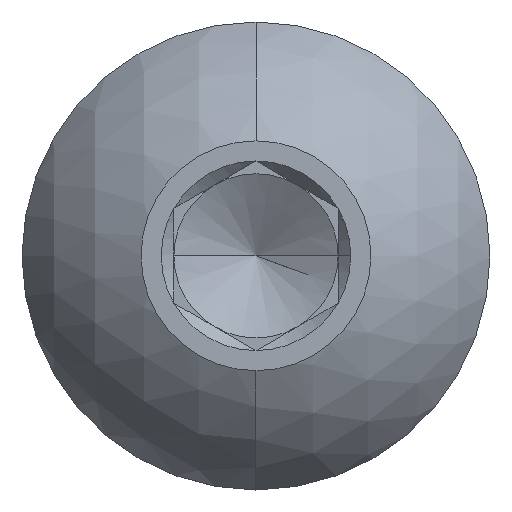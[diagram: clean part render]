
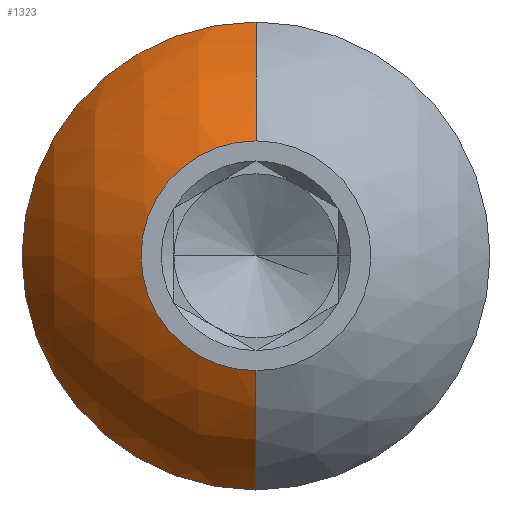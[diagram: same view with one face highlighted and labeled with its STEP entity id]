
A CAD part, top view. The second image highlights one B-rep face of the part: STEP entity #1323.
In plain terms, the highlighted spherical face has radius 3.201 mm.
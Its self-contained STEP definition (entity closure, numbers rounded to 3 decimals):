
#73 = CARTESIAN_POINT ( 'NONE',  ( 0., 0., 0.947 ) ) ;
#118 = VERTEX_POINT ( 'NONE', #2144 ) ;
#437 = VERTEX_POINT ( 'NONE', #1989 ) ;
#471 = DIRECTION ( 'NONE',  ( -1., 0., 0. ) ) ;
#496 = SPHERICAL_SURFACE ( 'NONE', #1257, 3.201 ) ;
#540 = DIRECTION ( 'NONE',  ( 0., 0., 1. ) ) ;
#563 = CIRCLE ( 'NONE', #3351, 3.201 ) ;
#612 = CIRCLE ( 'NONE', #2446, 2.85 ) ;
#645 = CARTESIAN_POINT ( 'NONE',  ( 0., 0., 2.404 ) ) ;
#808 = EDGE_LOOP ( 'NONE', ( #2507, #2251, #3000, #2806, #2916 ) ) ;
#827 = DIRECTION ( 'NONE',  ( 1., 0., 0. ) ) ;
#909 = DIRECTION ( 'NONE',  ( 0., -1., 0. ) ) ;
#912 = DIRECTION ( 'NONE',  ( 1., 0., 0. ) ) ;
#927 = CARTESIAN_POINT ( 'NONE',  ( 0., 0., 3.825 ) ) ;
#945 = DIRECTION ( 'NONE',  ( 0., 0., 1. ) ) ;
#1028 = EDGE_CURVE ( 'NONE', #2780, #118, #563, .T. ) ;
#1198 = DIRECTION ( 'NONE',  ( 0., 0., 1. ) ) ;
#1207 = EDGE_CURVE ( 'NONE', #3579, #437, #612, .T. ) ;
#1257 = AXIS2_PLACEMENT_3D ( 'NONE', #1652, #471, #1384 ) ;
#1323 = ADVANCED_FACE ( 'NONE', ( #1952 ), #496, .T. ) ;
#1359 = EDGE_CURVE ( 'NONE', #3579, #2719, #1634, .T. ) ;
#1384 = DIRECTION ( 'NONE',  ( 0., 1., 0. ) ) ;
#1634 = CIRCLE ( 'NONE', #1686, 3.201 ) ;
#1652 = CARTESIAN_POINT ( 'NONE',  ( 0., 0., 0.947 ) ) ;
#1686 = AXIS2_PLACEMENT_3D ( 'NONE', #2539, #827, #2523 ) ;
#1952 = FACE_OUTER_BOUND ( 'NONE', #808, .T. ) ;
#1989 = CARTESIAN_POINT ( 'NONE',  ( -2.85, 0., 2.404 ) ) ;
#2144 = CARTESIAN_POINT ( 'NONE',  ( 0., -1.4, 3.825 ) ) ;
#2251 = ORIENTED_EDGE ( 'NONE', *, *, #1028, .T. ) ;
#2270 = CARTESIAN_POINT ( 'NONE',  ( 0., 0., 2.404 ) ) ;
#2400 = EDGE_CURVE ( 'NONE', #2719, #118, #2941, .T. ) ;
#2436 = CARTESIAN_POINT ( 'NONE',  ( 0., -2.85, 2.404 ) ) ;
#2446 = AXIS2_PLACEMENT_3D ( 'NONE', #645, #945, #2940 ) ;
#2472 = CARTESIAN_POINT ( 'NONE',  ( 0., 1.4, 3.825 ) ) ;
#2507 = ORIENTED_EDGE ( 'NONE', *, *, #3129, .T. ) ;
#2523 = DIRECTION ( 'NONE',  ( 0., 0., -1. ) ) ;
#2539 = CARTESIAN_POINT ( 'NONE',  ( 0., 0., 0.947 ) ) ;
#2571 = AXIS2_PLACEMENT_3D ( 'NONE', #927, #1198, #912 ) ;
#2719 = VERTEX_POINT ( 'NONE', #2472 ) ;
#2780 = VERTEX_POINT ( 'NONE', #2436 ) ;
#2790 = CIRCLE ( 'NONE', #3271, 2.85 ) ;
#2792 = CARTESIAN_POINT ( 'NONE',  ( 0., 2.85, 2.404 ) ) ;
#2806 = ORIENTED_EDGE ( 'NONE', *, *, #1359, .F. ) ;
#2916 = ORIENTED_EDGE ( 'NONE', *, *, #1207, .T. ) ;
#2940 = DIRECTION ( 'NONE',  ( 1., 0., 0. ) ) ;
#2941 = CIRCLE ( 'NONE', #2571, 1.4 ) ;
#3000 = ORIENTED_EDGE ( 'NONE', *, *, #2400, .F. ) ;
#3129 = EDGE_CURVE ( 'NONE', #437, #2780, #2790, .T. ) ;
#3271 = AXIS2_PLACEMENT_3D ( 'NONE', #2270, #540, #3722 ) ;
#3351 = AXIS2_PLACEMENT_3D ( 'NONE', #73, #3519, #909 ) ;
#3519 = DIRECTION ( 'NONE',  ( -1., 0., 0. ) ) ;
#3579 = VERTEX_POINT ( 'NONE', #2792 ) ;
#3722 = DIRECTION ( 'NONE',  ( 1., 0., 0. ) ) ;
